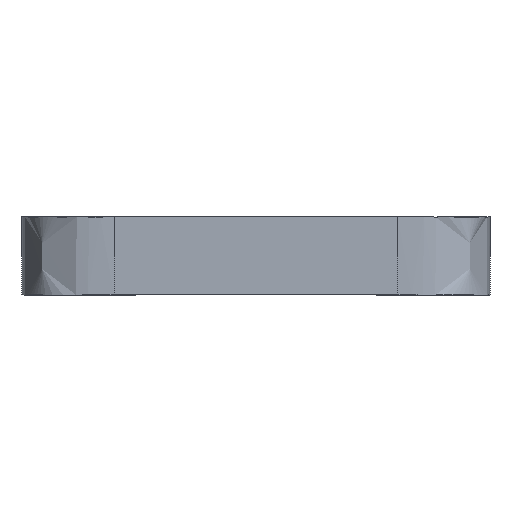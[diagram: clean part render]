
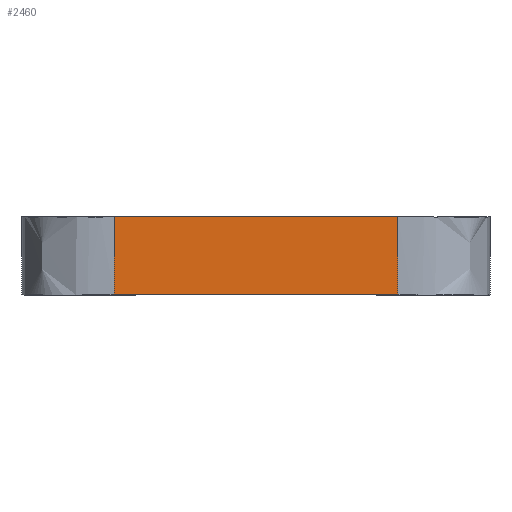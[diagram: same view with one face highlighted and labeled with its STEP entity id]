
A CAD part, front view. The second image highlights one B-rep face of the part: STEP entity #2460.
In plain terms, the highlighted planar face has unit normal (0, -1, 0).
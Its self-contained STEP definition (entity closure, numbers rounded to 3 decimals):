
#44 = EDGE_CURVE ( 'NONE', #1383, #803, #1423, .T. ) ;
#59 = B_SPLINE_CURVE_WITH_KNOTS ( 'NONE', 3,
 ( #1220, #1234, #265, #1831 ),
 .UNSPECIFIED., .F., .F.,
 ( 4, 4 ),
 ( 0., 1. ),
 .UNSPECIFIED. ) ;
#261 = CARTESIAN_POINT ( 'NONE',  ( 12.839, -19.924, -95.792 ) ) ;
#265 = CARTESIAN_POINT ( 'NONE',  ( -33.361, -19.924, -91.559 ) ) ;
#442 = VECTOR ( 'NONE', #914, 1000. ) ;
#446 = PLANE ( 'NONE',  #1032 ) ;
#618 = DIRECTION ( 'NONE',  ( 0., 1., 0. ) ) ;
#693 = LINE ( 'NONE', #1488, #442 ) ;
#780 = CARTESIAN_POINT ( 'NONE',  ( 27.839, -19.924, -95.792 ) ) ;
#803 = VERTEX_POINT ( 'NONE', #1255 ) ;
#827 = FACE_OUTER_BOUND ( 'NONE', #1792, .T. ) ;
#914 = DIRECTION ( 'NONE',  ( -1., 0., 0. ) ) ;
#938 = CARTESIAN_POINT ( 'NONE',  ( 12.839, -19.924, -95.792 ) ) ;
#1032 = AXIS2_PLACEMENT_3D ( 'NONE', #2407, #618, #2388 ) ;
#1082 = EDGE_CURVE ( 'NONE', #1844, #803, #59, .T. ) ;
#1220 = CARTESIAN_POINT ( 'NONE',  ( -33.361, -19.924, -83.092 ) ) ;
#1234 = CARTESIAN_POINT ( 'NONE',  ( -33.361, -19.924, -87.325 ) ) ;
#1255 = CARTESIAN_POINT ( 'NONE',  ( -33.361, -19.924, -95.792 ) ) ;
#1270 = VECTOR ( 'NONE', #2159, 1000. ) ;
#1292 = ORIENTED_EDGE ( 'NONE', *, *, #2098, .T. ) ;
#1383 = VERTEX_POINT ( 'NONE', #938 ) ;
#1388 = B_SPLINE_CURVE_WITH_KNOTS ( 'NONE', 3,
 ( #261, #1977, #1803, #1437 ),
 .UNSPECIFIED., .F., .F.,
 ( 4, 4 ),
 ( 0., 1. ),
 .UNSPECIFIED. ) ;
#1423 = LINE ( 'NONE', #780, #1270 ) ;
#1437 = CARTESIAN_POINT ( 'NONE',  ( 12.839, -19.924, -83.092 ) ) ;
#1448 = ORIENTED_EDGE ( 'NONE', *, *, #1082, .T. ) ;
#1480 = EDGE_CURVE ( 'NONE', #1383, #1953, #1388, .T. ) ;
#1488 = CARTESIAN_POINT ( 'NONE',  ( 27.839, -19.924, -83.092 ) ) ;
#1642 = CARTESIAN_POINT ( 'NONE',  ( 12.839, -19.924, -83.092 ) ) ;
#1792 = EDGE_LOOP ( 'NONE', ( #2182, #2047, #1292, #1448 ) ) ;
#1803 = CARTESIAN_POINT ( 'NONE',  ( 12.839, -19.924, -87.325 ) ) ;
#1831 = CARTESIAN_POINT ( 'NONE',  ( -33.361, -19.924, -95.792 ) ) ;
#1844 = VERTEX_POINT ( 'NONE', #2145 ) ;
#1953 = VERTEX_POINT ( 'NONE', #1642 ) ;
#1977 = CARTESIAN_POINT ( 'NONE',  ( 12.839, -19.924, -91.559 ) ) ;
#2047 = ORIENTED_EDGE ( 'NONE', *, *, #1480, .T. ) ;
#2098 = EDGE_CURVE ( 'NONE', #1953, #1844, #693, .T. ) ;
#2145 = CARTESIAN_POINT ( 'NONE',  ( -33.361, -19.924, -83.092 ) ) ;
#2159 = DIRECTION ( 'NONE',  ( -1., 0., 0. ) ) ;
#2182 = ORIENTED_EDGE ( 'NONE', *, *, #44, .F. ) ;
#2388 = DIRECTION ( 'NONE',  ( 0., 0., 1. ) ) ;
#2407 = CARTESIAN_POINT ( 'NONE',  ( 27.839, -19.924, -95.792 ) ) ;
#2460 = ADVANCED_FACE ( 'NONE', ( #827 ), #446, .F. ) ;
